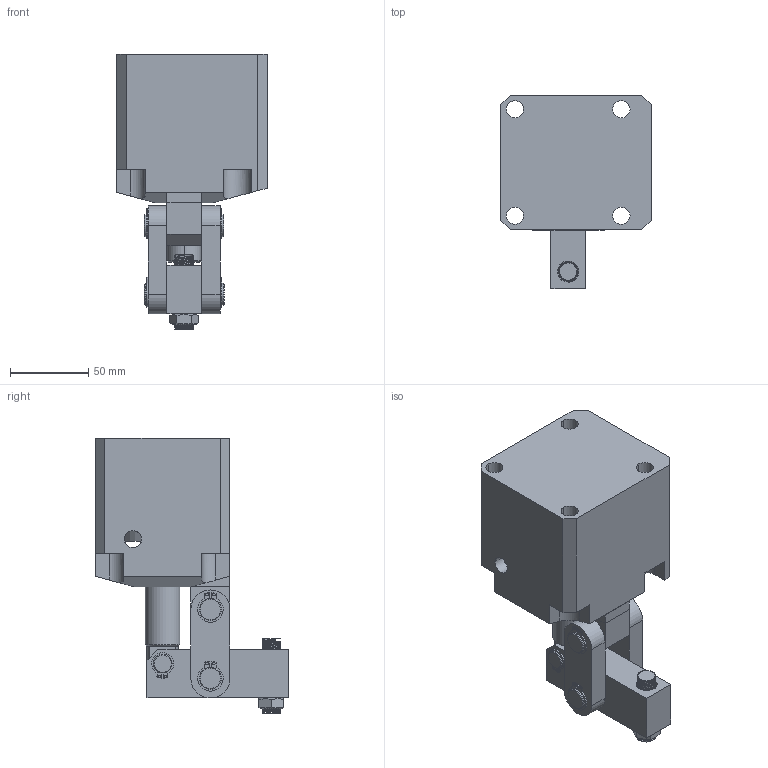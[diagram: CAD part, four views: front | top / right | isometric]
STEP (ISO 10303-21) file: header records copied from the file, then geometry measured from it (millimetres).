
FILE_DESCRIPTION (( 'STEP AP214' ), '1' );
FILE_NAME ('CBLU-55R.STEP', '2019-05-08T03:04:49', ( '' ), ( '' ), 'SwSTEP 2.0', 'SolidWorks 2016', '' );
FILE_SCHEMA (( 'AUTOMOTIVE_DESIGN' ));
Length unit declared in the file: millimetre
Products named in the file (11): kahuang01; kahuang; huosaigan_3_1; duanxiao; changxiao; CBLU-55CR掛极_1_1; CBLU-55R; yabi; luomu; luogan; liangan
Assembly tree (16 placements, depth 2):
  CBLU-55R
    CBLU-55CR掛极_1_1
    changxiao  x2
    duanxiao
    huosaigan_3_1
    kahuang  x4
    kahuang01  x2
    liangan  x2
    luogan
    luomu
    yabi
Bounding box: 96 x 123.5 x 176.14 mm (x, y, z)
Volume: 688866.7 mm3; surface area: 128801.5 mm2
Topology: 17 solids, 165 shells, 609 faces, 1745 edges, 1310 vertices
Faces by surface type: cylinder 408, plane 139, cone 37, bspline 25
Entity records: 55157 total; most frequent: CARTESIAN_POINT 43234, ORIENTED_EDGE 2302, DIRECTION 1919, EDGE_CURVE 1435, VERTEX_POINT 1114, AXIS2_PLACEMENT_3D 723, B_SPLINE_CURVE_WITH_KNOTS 586, EDGE_LOOP 536
